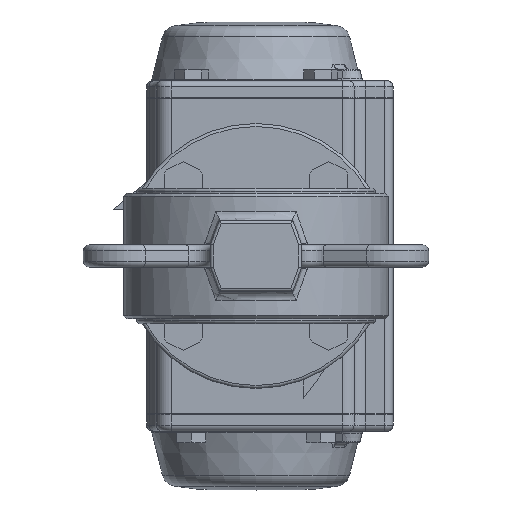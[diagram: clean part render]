
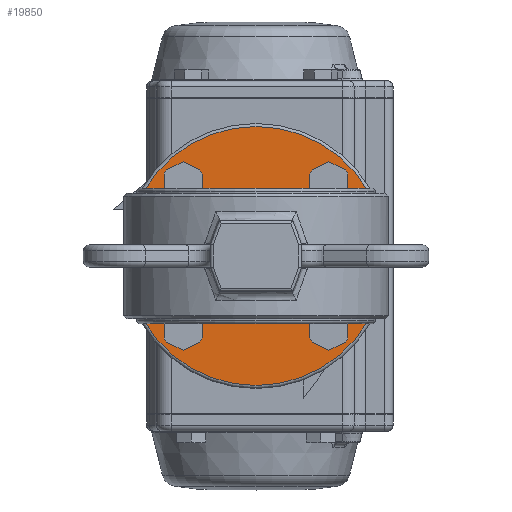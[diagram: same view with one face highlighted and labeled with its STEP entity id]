
A CAD part, front view. The second image highlights one B-rep face of the part: STEP entity #19850.
In plain terms, the highlighted planar face has unit normal (0, -1, 0).
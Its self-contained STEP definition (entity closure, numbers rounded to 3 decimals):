
#1294=PLANE('',#21738);
#1916=LINE('',#30853,#3194);
#1917=LINE('',#30856,#3195);
#1918=LINE('',#30858,#3196);
#1919=LINE('',#30860,#3197);
#1920=LINE('',#30862,#3198);
#1921=LINE('',#30864,#3199);
#1922=LINE('',#30866,#3200);
#1923=LINE('',#30868,#3201);
#3194=VECTOR('',#24455,1000.);
#3195=VECTOR('',#24456,1000.);
#3196=VECTOR('',#24457,1000.);
#3197=VECTOR('',#24458,1000.);
#3198=VECTOR('',#24459,1000.);
#3199=VECTOR('',#24460,1000.);
#3200=VECTOR('',#24461,1000.);
#3201=VECTOR('',#24462,1000.);
#4897=ORIENTED_EDGE('',*,*,#10580,.T.);
#4898=ORIENTED_EDGE('',*,*,#10581,.T.);
#4899=ORIENTED_EDGE('',*,*,#10582,.T.);
#4900=ORIENTED_EDGE('',*,*,#10583,.T.);
#4901=ORIENTED_EDGE('',*,*,#10584,.T.);
#4902=ORIENTED_EDGE('',*,*,#10585,.T.);
#4903=ORIENTED_EDGE('',*,*,#10586,.T.);
#4904=ORIENTED_EDGE('',*,*,#10587,.T.);
#4905=ORIENTED_EDGE('',*,*,#10588,.T.);
#4906=ORIENTED_EDGE('',*,*,#10589,.T.);
#4907=ORIENTED_EDGE('',*,*,#10590,.T.);
#4908=ORIENTED_EDGE('',*,*,#10591,.T.);
#4909=ORIENTED_EDGE('',*,*,#10592,.T.);
#10580=EDGE_CURVE('',#13454,#13454,#15210,.F.);
#10581=EDGE_CURVE('',#13455,#13456,#1916,.F.);
#10582=EDGE_CURVE('',#13456,#13457,#1917,.F.);
#10583=EDGE_CURVE('',#13457,#13458,#1918,.F.);
#10584=EDGE_CURVE('',#13458,#13459,#1919,.F.);
#10585=EDGE_CURVE('',#13459,#13460,#1920,.F.);
#10586=EDGE_CURVE('',#13460,#13461,#1921,.F.);
#10587=EDGE_CURVE('',#13461,#13462,#1922,.F.);
#10588=EDGE_CURVE('',#13462,#13455,#1923,.F.);
#10589=EDGE_CURVE('',#13463,#13463,#15211,.T.);
#10590=EDGE_CURVE('',#13464,#13464,#15212,.T.);
#10591=EDGE_CURVE('',#13465,#13465,#15213,.T.);
#10592=EDGE_CURVE('',#13466,#13466,#15214,.T.);
#13454=VERTEX_POINT('',#30852);
#13455=VERTEX_POINT('',#30854);
#13456=VERTEX_POINT('',#30855);
#13457=VERTEX_POINT('',#30857);
#13458=VERTEX_POINT('',#30859);
#13459=VERTEX_POINT('',#30861);
#13460=VERTEX_POINT('',#30863);
#13461=VERTEX_POINT('',#30865);
#13462=VERTEX_POINT('',#30867);
#13463=VERTEX_POINT('',#30870);
#13464=VERTEX_POINT('',#30872);
#13465=VERTEX_POINT('',#30874);
#13466=VERTEX_POINT('',#30876);
#15210=CIRCLE('',#21739,44.);
#15211=CIRCLE('',#21740,5.);
#15212=CIRCLE('',#21741,5.);
#15213=CIRCLE('',#21742,5.);
#15214=CIRCLE('',#21743,5.);
#16300=EDGE_LOOP('',(#4897));
#16301=EDGE_LOOP('',(#4898,#4899,#4900,#4901,#4902,#4903,#4904,#4905));
#16302=EDGE_LOOP('',(#4906));
#16303=EDGE_LOOP('',(#4907));
#16304=EDGE_LOOP('',(#4908));
#16305=EDGE_LOOP('',(#4909));
#17885=FACE_BOUND('',#16300,.T.);
#17886=FACE_BOUND('',#16301,.T.);
#17887=FACE_BOUND('',#16302,.T.);
#17888=FACE_BOUND('',#16303,.T.);
#17889=FACE_BOUND('',#16304,.T.);
#17890=FACE_BOUND('',#16305,.T.);
#19850=ADVANCED_FACE('',(#17885,#17886,#17887,#17888,#17889,#17890),#1294,
 .F.);
#21738=AXIS2_PLACEMENT_3D('',#30850,#24451,#24452);
#21739=AXIS2_PLACEMENT_3D('',#30851,#24453,#24454);
#21740=AXIS2_PLACEMENT_3D('',#30869,#24463,#24464);
#21741=AXIS2_PLACEMENT_3D('',#30871,#24465,#24466);
#21742=AXIS2_PLACEMENT_3D('',#30873,#24467,#24468);
#21743=AXIS2_PLACEMENT_3D('',#30875,#24469,#24470);
#24451=DIRECTION('',(0.,1.,0.));
#24452=DIRECTION('',(0.,0.,1.));
#24453=DIRECTION('',(0.,1.,0.));
#24454=DIRECTION('',(0.,0.,1.));
#24455=DIRECTION('',(0.,0.,-1.));
#24456=DIRECTION('',(-0.351,0.,-0.936));
#24457=DIRECTION('',(-1.,0.,0.));
#24458=DIRECTION('',(-0.351,0.,0.936));
#24459=DIRECTION('',(0.,0.,1.));
#24460=DIRECTION('',(0.351,0.,0.936));
#24461=DIRECTION('',(1.,0.,0.));
#24462=DIRECTION('',(0.351,0.,-0.936));
#24463=DIRECTION('',(0.,1.,0.));
#24464=DIRECTION('',(0.,0.,1.));
#24465=DIRECTION('',(0.,1.,0.));
#24466=DIRECTION('',(0.,0.,1.));
#24467=DIRECTION('',(0.,1.,0.));
#24468=DIRECTION('',(0.,0.,1.));
#24469=DIRECTION('',(0.,1.,0.));
#24470=DIRECTION('',(0.,0.,1.));
#30850=CARTESIAN_POINT('',(0.,129.,0.));
#30851=CARTESIAN_POINT('',(0.,129.,0.));
#30852=CARTESIAN_POINT('',(0.,129.,44.));
#30853=CARTESIAN_POINT('',(-20.5,129.,0.));
#30854=CARTESIAN_POINT('',(-20.5,129.,-4.907));
#30855=CARTESIAN_POINT('',(-20.5,129.,4.907));
#30856=CARTESIAN_POINT('',(-19.586,129.,7.345));
#30857=CARTESIAN_POINT('',(-15.965,129.,17.));
#30858=CARTESIAN_POINT('',(0.,129.,17.));
#30859=CARTESIAN_POINT('',(15.965,129.,17.));
#30860=CARTESIAN_POINT('',(19.586,129.,7.345));
#30861=CARTESIAN_POINT('',(20.5,129.,4.907));
#30862=CARTESIAN_POINT('',(20.5,129.,0.));
#30863=CARTESIAN_POINT('',(20.5,129.,-4.907));
#30864=CARTESIAN_POINT('',(19.586,129.,-7.345));
#30865=CARTESIAN_POINT('',(15.965,129.,-17.));
#30866=CARTESIAN_POINT('',(0.,129.,-17.));
#30867=CARTESIAN_POINT('',(-15.965,129.,-17.));
#30868=CARTESIAN_POINT('',(-19.586,129.,-7.345));
#30869=CARTESIAN_POINT('',(-24.749,129.,24.749));
#30870=CARTESIAN_POINT('',(-24.749,129.,29.749));
#30871=CARTESIAN_POINT('',(24.749,129.,24.749));
#30872=CARTESIAN_POINT('',(24.749,129.,29.749));
#30873=CARTESIAN_POINT('',(24.749,129.,-24.749));
#30874=CARTESIAN_POINT('',(24.749,129.,-19.749));
#30875=CARTESIAN_POINT('',(-24.749,129.,-24.749));
#30876=CARTESIAN_POINT('',(-24.749,129.,-19.749));
